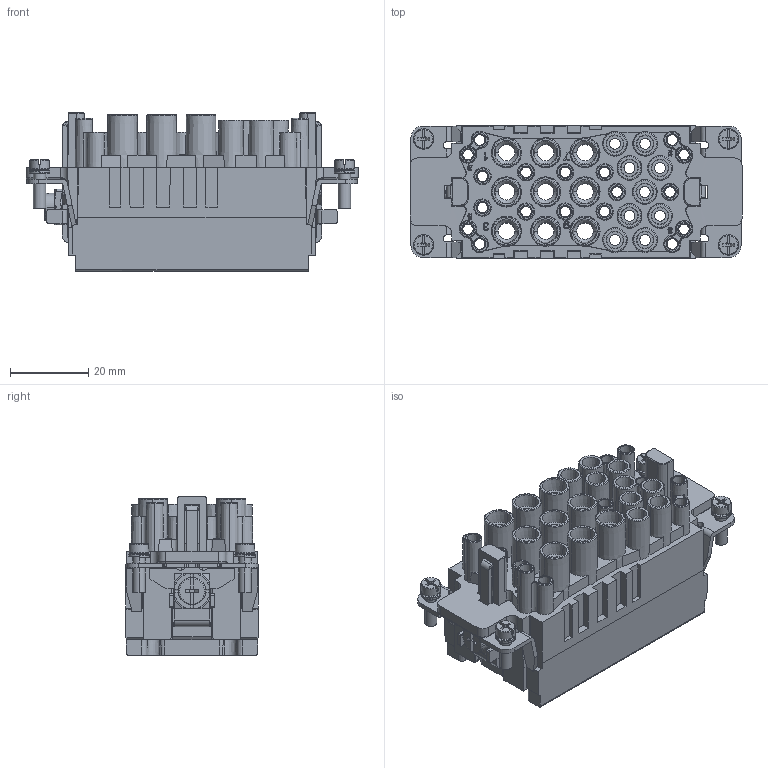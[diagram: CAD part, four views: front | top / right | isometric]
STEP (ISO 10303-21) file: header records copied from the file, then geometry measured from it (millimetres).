
FILE_DESCRIPTION(/* description */ (''),/* implementation_level */ '2;1');
FILE_NAME(/* name */ '3D_1280360200001_HK-009_9_18-FC_V1.0_stp.stp',/* time_stamp */ '2024-02-02T10:49:53+08:00',/* author */ (''),/* organization */ (''),/* preprocessor_version */ 'ST-DEVELOPER v18.1',/* originating_system */ 'SIEMENS PLM Software NX 1980',/* authorisation */ '');
FILE_SCHEMA (('AUTOMOTIVE_DESIGN { 1 0 10303 214 3 1 1 1 }'));
Products named in the file (1): 13183FDC2A7C7eht
Bounding box: 84.6 x 33.8 x 40.35 mm (x, y, z)
Volume: 54391.3 mm3; surface area: 36023.5 mm2
Topology: 1 solids, 3 shells, 1524 faces, 4261 edges, 2824 vertices
Faces by surface type: plane 634, cylinder 389, cone 313, torus 98, bspline 44, extrusion 38, sphere 8
Entity records: 57247 total; most frequent: CARTESIAN_POINT 17964, ORIENTED_EDGE 8462, DIRECTION 8016, EDGE_CURVE 4231, AXIS2_PLACEMENT_3D 3070, VERTEX_POINT 2824, VECTOR 1876, LINE 1838
